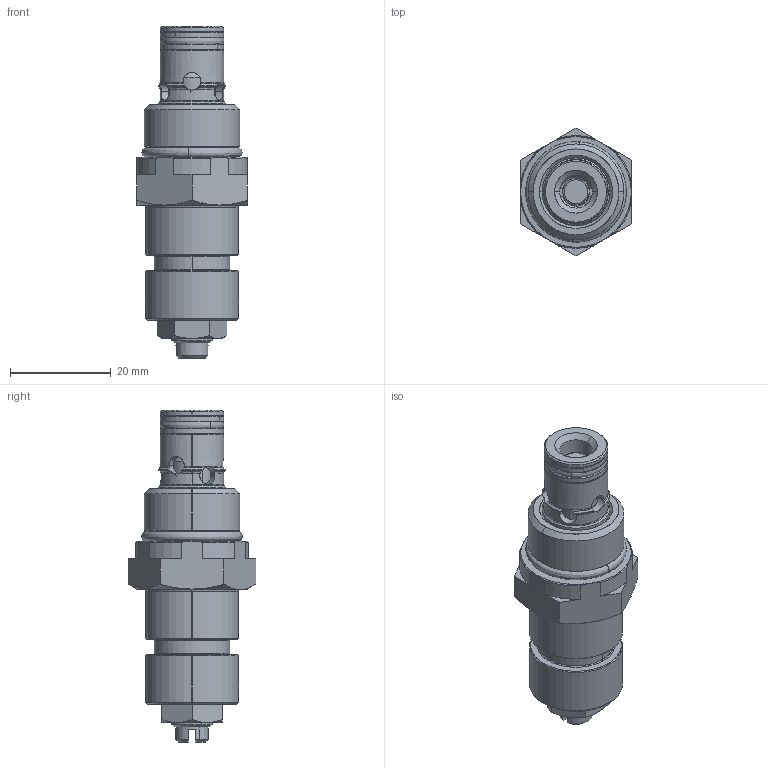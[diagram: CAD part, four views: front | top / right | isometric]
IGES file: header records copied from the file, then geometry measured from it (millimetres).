
Start section: SolidWorks IGES file using analytic representation for surfaces
Global section: file name: CSB04C0--0.igs; native system: SolidWorks 2014; preprocessor: SolidWorks 2014; author: serviziopdm; date: 140925.104020; units: millimetre
Bounding box: 22 x 25.4 x 66 mm (x, y, z)
Surface area: 6597.5 mm2 (no closed solid volume)
Topology: 0 solids, 0 shells, 210 faces, 2586 edges, 2586 vertices
Faces by surface type: revolution 131, bspline 79
